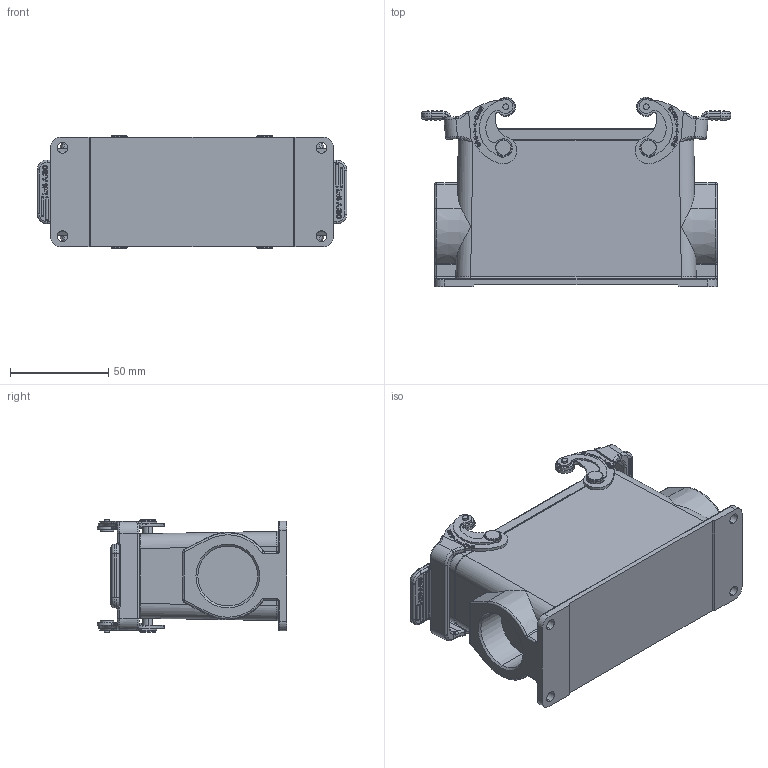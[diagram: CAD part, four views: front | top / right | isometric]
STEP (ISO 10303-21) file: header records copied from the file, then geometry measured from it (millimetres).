
FILE_DESCRIPTION((''),'2;1');
FILE_NAME('PRT0358','2017-08-04T',('dm.li'),(''),'PRO/ENGINEER BY PARAMETRIC TECHNOLOGY CORPORATION, 2012480','PRO/ENGINEER BY PARAMETRIC TECHNOLOGY CORPORATION, 2012480','');
FILE_SCHEMA(('AUTOMOTIVE_DESIGN { 1 0 10303 214 1 1 1 1 }'));
Products named in the file (1): PRT0358
Bounding box: 157.8 x 96.5 x 57.5 mm (x, y, z)
Volume: 197007.2 mm3; surface area: 82430.6 mm2
Topology: 1 solids, 5 shells, 1467 faces, 3960 edges, 2640 vertices
Faces by surface type: plane 663, cylinder 374, extrusion 160, bspline 102, torus 80, cone 56, sphere 32
Entity records: 61495 total; most frequent: CARTESIAN_POINT 16445, ORIENTED_EDGE 7884, DIRECTION 7000, EDGE_CURVE 3950, VERTEX_POINT 2640, AXIS2_PLACEMENT_3D 2392, VECTOR 2216, LINE 2056
